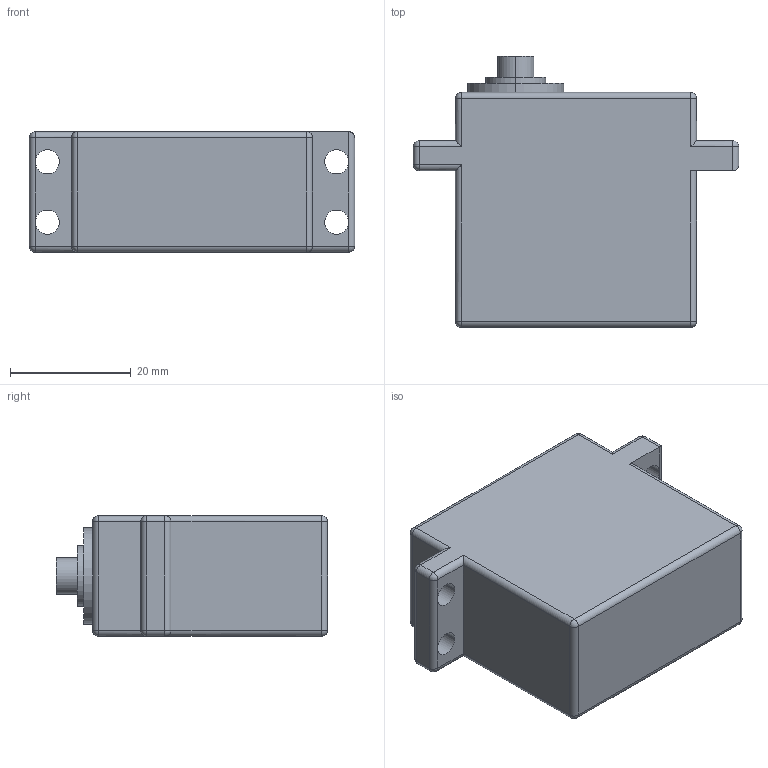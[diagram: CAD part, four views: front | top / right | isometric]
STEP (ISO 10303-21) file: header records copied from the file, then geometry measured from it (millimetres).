
FILE_DESCRIPTION (( 'STEP AP203' ), '1' );
FILE_NAME ('錨璃1.STEP', '2025-09-04T14:03:44', ( '' ), ( '' ), 'SwSTEP 2.0', 'SolidWorks 2024', '' );
FILE_SCHEMA (( 'CONFIG_CONTROL_DESIGN' ));
Length unit declared in the file: millimetre
Products named in the file (1): 零件1
Bounding box: 54 x 45 x 20 mm (x, y, z)
Volume: 32674.6 mm3; surface area: 7133.7 mm2
Topology: 1 solids, 1 shells, 80 faces, 192 edges, 95 vertices
Faces by surface type: cylinder 47, plane 18, sphere 15
Entity records: 2240 total; most frequent: DIRECTION 409, CARTESIAN_POINT 377, ORIENTED_EDGE 354, EDGE_CURVE 177, AXIS2_PLACEMENT_3D 159, VERTEX_POINT 95, LINE 91, VECTOR 91
